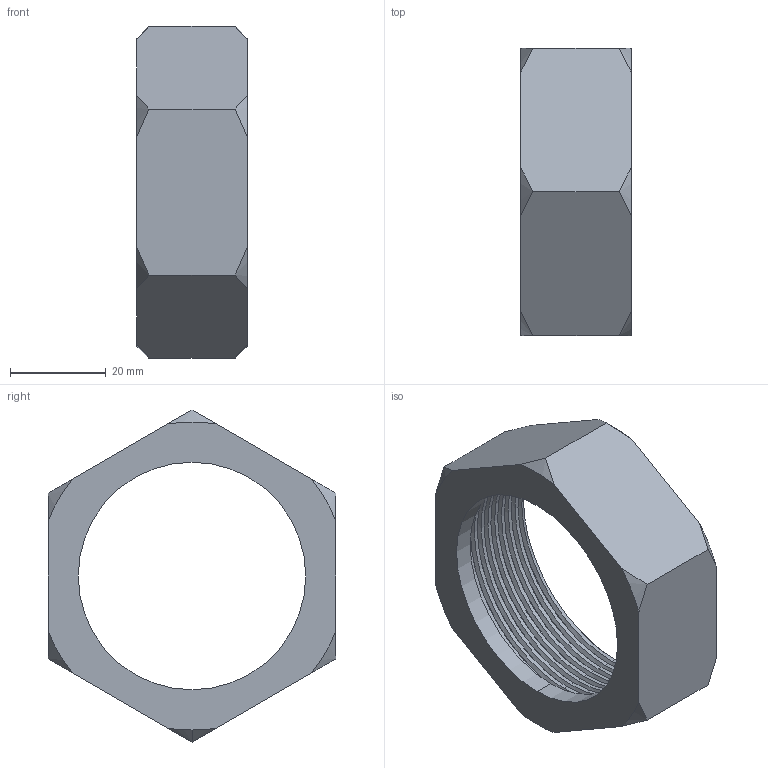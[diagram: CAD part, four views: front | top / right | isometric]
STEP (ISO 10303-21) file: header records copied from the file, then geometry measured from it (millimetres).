
FILE_DESCRIPTION (( 'STEP AP203' ), '1' );
FILE_NAME ('R-131-M_M54x2_17106760.STEP', '2024-09-03T09:17:33', ( '' ), ( '' ), 'SwSTEP 2.0', 'SolidWorks 2024', '' );
FILE_SCHEMA (( 'CONFIG_CONTROL_DESIGN' ));
Length unit declared in the file: millimetre
Products named in the file (1): R-131-M_M54x2_17106760
Bounding box: 23 x 60 x 69.28 mm (x, y, z)
Volume: 20087.1 mm3; surface area: 12861.9 mm2
Topology: 1 solids, 1 shells, 50 faces, 135 edges, 88 vertices
Faces by surface type: cylinder 22, cone 14, plane 10, bspline 4
Entity records: 4042 total; most frequent: CARTESIAN_POINT 2887, ORIENTED_EDGE 270, DIRECTION 177, EDGE_CURVE 135, VERTEX_POINT 88, AXIS2_PLACEMENT_3D 68, EDGE_LOOP 53, ADVANCED_FACE 50
